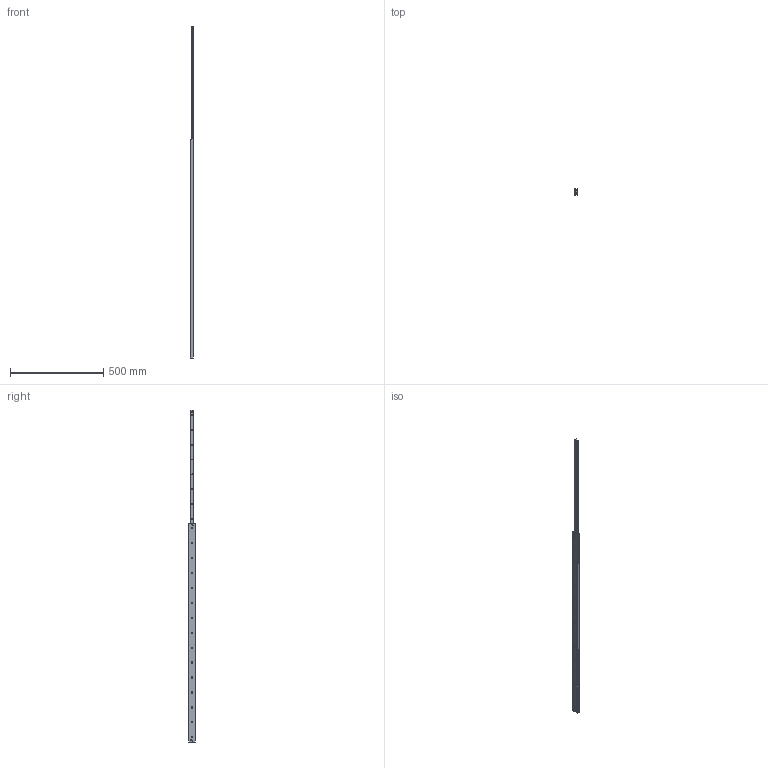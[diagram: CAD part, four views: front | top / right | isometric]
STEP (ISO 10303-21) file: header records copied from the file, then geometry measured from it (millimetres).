
FILE_DESCRIPTION((''),'2;1');
FILE_NAME('LCAE 35-1170.stp','2011-03-23T13:47:20',('MKoza'),(''),'Autodesk Inventor 2009','Autodesk Inventor 2009','');
FILE_SCHEMA(('AUTOMOTIVE_DESIGN { 1 0 10303 214 1 1 1 1 }'));
Length unit declared in the file: millimetre
Products named in the file (7): LCAE 35; LCM 35; LLMG 35; KF.LCA 35; AS.L 35 5x3,2; AS.L 35 M5x3,2; VKB.L 35 5x10
Assembly tree (9 placements, depth 2):
  LCAE 35
    LCM 35
    LLMG 35
    KF.LCA 35
    AS.L 35 5x3,2  x2
    AS.L 35 M5x3,2  x2
    VKB.L 35 5x10  x2
Bounding box: 17 x 35 x 1777 mm (x, y, z)
Volume: 430066.5 mm3; surface area: 265713.3 mm2
Topology: 9 solids, 9 shells, 210 faces, 556 edges, 368 vertices
Faces by surface type: plane 89, bspline 66, cylinder 47, cone 8
Full cylindrical faces by diameter (mm): 5 x6, 6 x4
Entity records: 6579 total; most frequent: CARTESIAN_POINT 2183, DIRECTION 838, ORIENTED_EDGE 788, EDGE_CURVE 394, EDGE_LOOP 332, AXIS2_PLACEMENT_3D 323, VERTEX_POINT 300, CIRCLE 192
